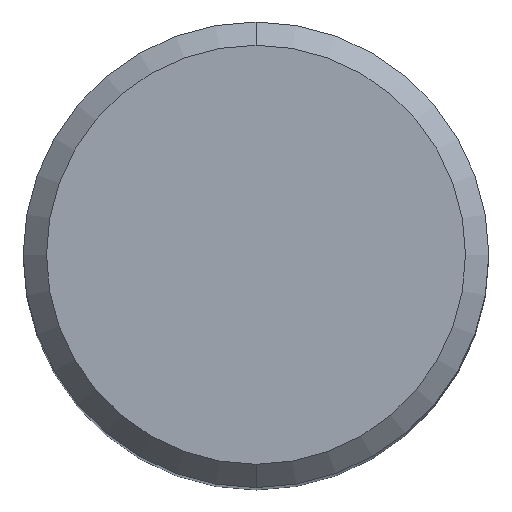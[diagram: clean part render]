
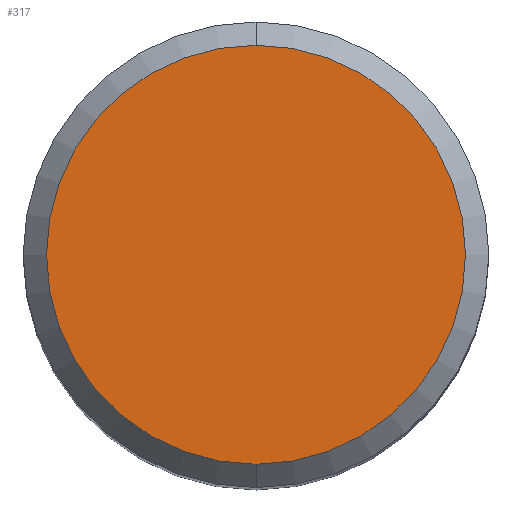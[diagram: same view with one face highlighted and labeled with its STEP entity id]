
A CAD part, top view. The second image highlights one B-rep face of the part: STEP entity #317.
In plain terms, the highlighted planar face has unit normal (0, 0, 1).
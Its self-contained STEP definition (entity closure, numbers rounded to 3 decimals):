
#235=VERTEX_POINT('',#550);
#317=ADVANCED_FACE('',(#640),#641,.T.);
#355=EDGE_CURVE('',#395,#235,#682,.T.);
#395=VERTEX_POINT('',#724);
#423=EDGE_CURVE('',#235,#395,#757,.T.);
#550=CARTESIAN_POINT('',(0.0,7.2,0.0));
#640=FACE_OUTER_BOUND('',#1117,.T.);
#641=PLANE('',#1118);
#682=CIRCLE('',#1191,7.2);
#724=CARTESIAN_POINT('',(0.,-7.2,0.0));
#757=CIRCLE('',#1337,7.2);
#1117=EDGE_LOOP('',(#1702,#1703));
#1118=AXIS2_PLACEMENT_3D('',#1704,#1705,#1706);
#1191=AXIS2_PLACEMENT_3D('',#1747,#1748,#1749);
#1337=AXIS2_PLACEMENT_3D('',#1831,#1832,#1833);
#1702=ORIENTED_EDGE('',*,*,#423,.F.);
#1703=ORIENTED_EDGE('',*,*,#355,.F.);
#1704=CARTESIAN_POINT('',(0.0,3.6,0.0));
#1705=DIRECTION('',(-0.0,0.0,1.0));
#1706=DIRECTION('',(0.0,-1.0,0.0));
#1747=CARTESIAN_POINT('',(0.0,0.0,0.0));
#1748=DIRECTION('',(0.0,0.0,-1.0));
#1749=DIRECTION('',(0.0,1.0,0.0));
#1831=CARTESIAN_POINT('',(0.0,0.0,0.0));
#1832=DIRECTION('',(0.0,0.0,-1.0));
#1833=DIRECTION('',(0.0,1.0,0.0));
